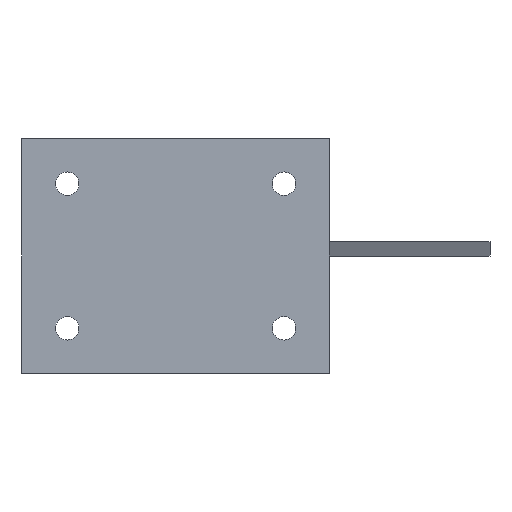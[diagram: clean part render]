
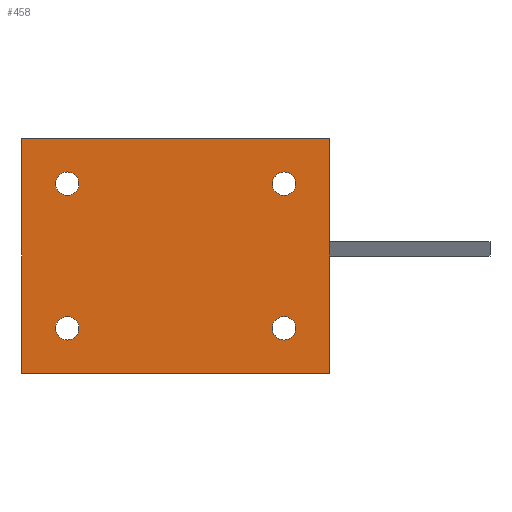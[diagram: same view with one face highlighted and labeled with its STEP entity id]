
A CAD part, left-side view. The second image highlights one B-rep face of the part: STEP entity #458.
In plain terms, the highlighted planar face has unit normal (-1, 0, 0).
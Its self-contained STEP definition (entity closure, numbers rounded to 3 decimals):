
#8 = CARTESIAN_POINT ( 'NONE',  ( 0., 60., 40. ) ) ;
#28 = CARTESIAN_POINT ( 'NONE',  ( 0., 60., -40. ) ) ;
#29 = CARTESIAN_POINT ( 'NONE',  ( 0., -60., 33.5 ) ) ;
#47 = EDGE_LOOP ( 'NONE', ( #539, #334 ) ) ;
#80 = CARTESIAN_POINT ( 'NONE',  ( 0., 60., -40. ) ) ;
#86 = VERTEX_POINT ( 'NONE', #376 ) ;
#99 = PLANE ( 'NONE',  #1097 ) ;
#107 = FACE_BOUND ( 'NONE', #1159, .T. ) ;
#113 = CARTESIAN_POINT ( 'NONE',  ( 0., 60., 40. ) ) ;
#118 = AXIS2_PLACEMENT_3D ( 'NONE', #113, #655, #144 ) ;
#121 = CARTESIAN_POINT ( 'NONE',  ( 0., -85., 65. ) ) ;
#136 = CARTESIAN_POINT ( 'NONE',  ( 0., 60., 33.5 ) ) ;
#144 = DIRECTION ( 'NONE',  ( 0., 0., -1. ) ) ;
#160 = AXIS2_PLACEMENT_3D ( 'NONE', #28, #337, #1087 ) ;
#182 = DIRECTION ( 'NONE',  ( 1., 0., 0. ) ) ;
#213 = FACE_BOUND ( 'NONE', #732, .T. ) ;
#245 = CARTESIAN_POINT ( 'NONE',  ( 0., 85., 65. ) ) ;
#248 = CARTESIAN_POINT ( 'NONE',  ( 0., -60., 40. ) ) ;
#268 = CIRCLE ( 'NONE', #312, 6.5 ) ;
#273 = EDGE_CURVE ( 'NONE', #1106, #659, #268, .T. ) ;
#276 = DIRECTION ( 'NONE',  ( 0., 0., -1. ) ) ;
#277 = VERTEX_POINT ( 'NONE', #136 ) ;
#281 = DIRECTION ( 'NONE',  ( 0., 0., -1. ) ) ;
#289 = AXIS2_PLACEMENT_3D ( 'NONE', #80, #953, #610 ) ;
#292 = FACE_BOUND ( 'NONE', #681, .T. ) ;
#301 = CARTESIAN_POINT ( 'NONE',  ( 0., 85., -65. ) ) ;
#312 = AXIS2_PLACEMENT_3D ( 'NONE', #879, #1183, #757 ) ;
#324 = ORIENTED_EDGE ( 'NONE', *, *, #548, .T. ) ;
#325 = VERTEX_POINT ( 'NONE', #29 ) ;
#330 = CARTESIAN_POINT ( 'NONE',  ( 0., 60., -46.5 ) ) ;
#334 = ORIENTED_EDGE ( 'NONE', *, *, #934, .T. ) ;
#337 = DIRECTION ( 'NONE',  ( 1., 0., 0. ) ) ;
#339 = CARTESIAN_POINT ( 'NONE',  ( 0., 85., 65. ) ) ;
#347 = CARTESIAN_POINT ( 'NONE',  ( 0., -60., -33.5 ) ) ;
#358 = EDGE_CURVE ( 'NONE', #277, #990, #981, .T. ) ;
#376 = CARTESIAN_POINT ( 'NONE',  ( 0., 85., 65. ) ) ;
#381 = CIRCLE ( 'NONE', #992, 6.5 ) ;
#383 = LINE ( 'NONE', #1230, #1157 ) ;
#390 = DIRECTION ( 'NONE',  ( 0., 1., 0. ) ) ;
#395 = CARTESIAN_POINT ( 'NONE',  ( 0., 85., -65. ) ) ;
#397 = CARTESIAN_POINT ( 'NONE',  ( 0., -85., -65. ) ) ;
#420 = EDGE_CURVE ( 'NONE', #730, #1142, #667, .T. ) ;
#423 = DIRECTION ( 'NONE',  ( 0., 0., -1. ) ) ;
#458 = ADVANCED_FACE ( 'NONE', ( #1135, #107, #292, #1260, #213 ), #99, .F. ) ;
#466 = VECTOR ( 'NONE', #390, 1000. ) ;
#474 = VERTEX_POINT ( 'NONE', #395 ) ;
#476 = CARTESIAN_POINT ( 'NONE',  ( 0., -60., -40. ) ) ;
#501 = CARTESIAN_POINT ( 'NONE',  ( 0., 0., 0. ) ) ;
#509 = AXIS2_PLACEMENT_3D ( 'NONE', #1341, #695, #914 ) ;
#524 = AXIS2_PLACEMENT_3D ( 'NONE', #248, #861, #528 ) ;
#527 = CIRCLE ( 'NONE', #118, 6.5 ) ;
#528 = DIRECTION ( 'NONE',  ( 0., 0., -1. ) ) ;
#539 = ORIENTED_EDGE ( 'NONE', *, *, #630, .T. ) ;
#548 = EDGE_CURVE ( 'NONE', #990, #277, #527, .T. ) ;
#592 = EDGE_CURVE ( 'NONE', #86, #1084, #1194, .T. ) ;
#598 = DIRECTION ( 'NONE',  ( 0., 0., -1. ) ) ;
#610 = DIRECTION ( 'NONE',  ( 0., 0., -1. ) ) ;
#630 = EDGE_CURVE ( 'NONE', #1340, #325, #755, .T. ) ;
#655 = DIRECTION ( 'NONE',  ( 1., 0., 0. ) ) ;
#659 = VERTEX_POINT ( 'NONE', #347 ) ;
#662 = DIRECTION ( 'NONE',  ( 0., 0., 1. ) ) ;
#667 = CIRCLE ( 'NONE', #289, 6.5 ) ;
#672 = ORIENTED_EDGE ( 'NONE', *, *, #592, .F. ) ;
#681 = EDGE_LOOP ( 'NONE', ( #982, #1223 ) ) ;
#689 = DIRECTION ( 'NONE',  ( 1., 0., 0. ) ) ;
#695 = DIRECTION ( 'NONE',  ( 1., 0., 0. ) ) ;
#700 = EDGE_CURVE ( 'NONE', #745, #474, #1344, .T. ) ;
#715 = CARTESIAN_POINT ( 'NONE',  ( 0., 60., -33.5 ) ) ;
#730 = VERTEX_POINT ( 'NONE', #715 ) ;
#732 = EDGE_LOOP ( 'NONE', ( #1216, #828 ) ) ;
#745 = VERTEX_POINT ( 'NONE', #397 ) ;
#754 = CIRCLE ( 'NONE', #160, 6.5 ) ;
#755 = CIRCLE ( 'NONE', #524, 6.5 ) ;
#757 = DIRECTION ( 'NONE',  ( 0., 0., -1. ) ) ;
#828 = ORIENTED_EDGE ( 'NONE', *, *, #273, .T. ) ;
#843 = EDGE_CURVE ( 'NONE', #1084, #745, #383, .T. ) ;
#861 = DIRECTION ( 'NONE',  ( 1., 0., 0. ) ) ;
#862 = ORIENTED_EDGE ( 'NONE', *, *, #1129, .F. ) ;
#877 = EDGE_CURVE ( 'NONE', #659, #1106, #381, .T. ) ;
#879 = CARTESIAN_POINT ( 'NONE',  ( 0., -60., -40. ) ) ;
#893 = CARTESIAN_POINT ( 'NONE',  ( 0., -60., 46.5 ) ) ;
#914 = DIRECTION ( 'NONE',  ( 0., 0., -1. ) ) ;
#934 = EDGE_CURVE ( 'NONE', #325, #1340, #1291, .T. ) ;
#953 = DIRECTION ( 'NONE',  ( 1., 0., 0. ) ) ;
#954 = ORIENTED_EDGE ( 'NONE', *, *, #700, .F. ) ;
#970 = DIRECTION ( 'NONE',  ( 0., -1., 0. ) ) ;
#977 = DIRECTION ( 'NONE',  ( 1., 0., 0. ) ) ;
#981 = CIRCLE ( 'NONE', #1217, 6.5 ) ;
#982 = ORIENTED_EDGE ( 'NONE', *, *, #420, .T. ) ;
#990 = VERTEX_POINT ( 'NONE', #1021 ) ;
#992 = AXIS2_PLACEMENT_3D ( 'NONE', #476, #689, #276 ) ;
#1021 = CARTESIAN_POINT ( 'NONE',  ( 0., 60., 46.5 ) ) ;
#1055 = CARTESIAN_POINT ( 'NONE',  ( 0., -60., -46.5 ) ) ;
#1084 = VERTEX_POINT ( 'NONE', #121 ) ;
#1087 = DIRECTION ( 'NONE',  ( 0., 0., -1. ) ) ;
#1092 = EDGE_LOOP ( 'NONE', ( #954, #1325, #672, #862 ) ) ;
#1097 = AXIS2_PLACEMENT_3D ( 'NONE', #501, #182, #598 ) ;
#1106 = VERTEX_POINT ( 'NONE', #1055 ) ;
#1117 = ORIENTED_EDGE ( 'NONE', *, *, #358, .T. ) ;
#1129 = EDGE_CURVE ( 'NONE', #474, #86, #1279, .T. ) ;
#1130 = VECTOR ( 'NONE', #970, 1000. ) ;
#1135 = FACE_OUTER_BOUND ( 'NONE', #1092, .T. ) ;
#1142 = VERTEX_POINT ( 'NONE', #330 ) ;
#1157 = VECTOR ( 'NONE', #281, 1000. ) ;
#1159 = EDGE_LOOP ( 'NONE', ( #324, #1117 ) ) ;
#1162 = EDGE_CURVE ( 'NONE', #1142, #730, #754, .T. ) ;
#1183 = DIRECTION ( 'NONE',  ( 1., 0., 0. ) ) ;
#1194 = LINE ( 'NONE', #339, #1130 ) ;
#1216 = ORIENTED_EDGE ( 'NONE', *, *, #877, .T. ) ;
#1217 = AXIS2_PLACEMENT_3D ( 'NONE', #8, #977, #423 ) ;
#1223 = ORIENTED_EDGE ( 'NONE', *, *, #1162, .T. ) ;
#1230 = CARTESIAN_POINT ( 'NONE',  ( 0., -85., 65. ) ) ;
#1260 = FACE_BOUND ( 'NONE', #47, .T. ) ;
#1279 = LINE ( 'NONE', #245, #1306 ) ;
#1291 = CIRCLE ( 'NONE', #509, 6.5 ) ;
#1306 = VECTOR ( 'NONE', #662, 1000. ) ;
#1325 = ORIENTED_EDGE ( 'NONE', *, *, #843, .F. ) ;
#1340 = VERTEX_POINT ( 'NONE', #893 ) ;
#1341 = CARTESIAN_POINT ( 'NONE',  ( 0., -60., 40. ) ) ;
#1344 = LINE ( 'NONE', #301, #466 ) ;
